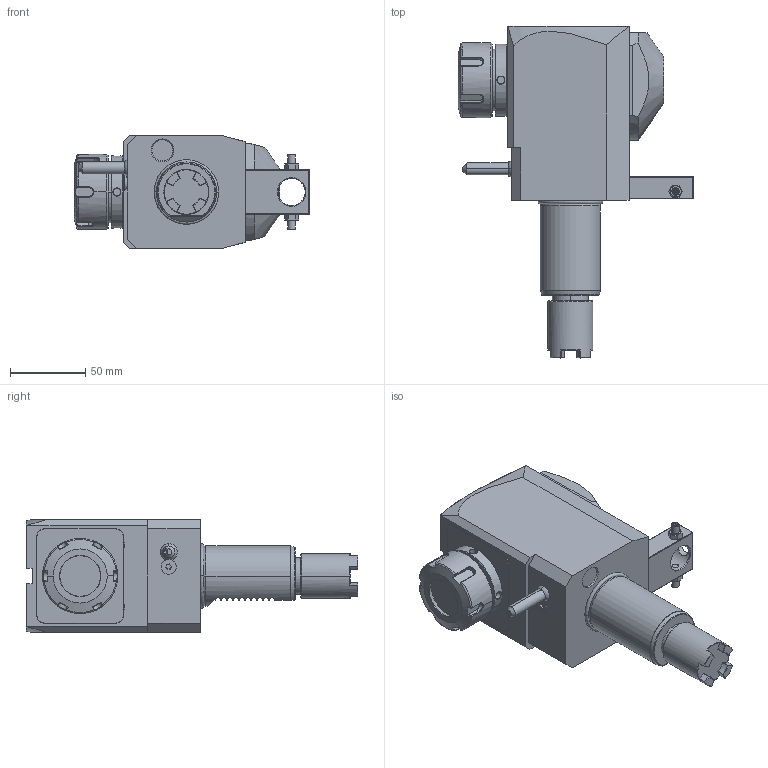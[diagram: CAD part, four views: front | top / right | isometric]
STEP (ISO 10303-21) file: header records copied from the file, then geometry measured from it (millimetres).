
FILE_DESCRIPTION((''),'2;1');
FILE_NAME('NGT1_40_251_32_2_2_80A','2017-03-10T',('vali'),('NOVA GRUP'),'PRO/ENGINEER BY PARAMETRIC TECHNOLOGY CORPORATION, 2010280','PRO/ENGINEER BY PARAMETRIC TECHNOLOGY CORPORATION, 2010280','');
FILE_SCHEMA(('CONFIG_CONTROL_DESIGN'));
Length unit declared in the file: millimetre
Products named in the file (1): NGT1_40_251_32_2_2_80A
Bounding box: 156.6 x 220.85 x 75 mm (x, y, z)
Volume: 922248.5 mm3; surface area: 76362.7 mm2
Topology: 1 solids, 1 shells, 449 faces, 1145 edges, 712 vertices
Faces by surface type: plane 222, cylinder 94, cone 75, bspline 42, torus 12, extrusion 2, sphere 2
Entity records: 19008 total; most frequent: CARTESIAN_POINT 8846, ORIENTED_EDGE 2266, DIRECTION 1815, EDGE_CURVE 1133, VERTEX_POINT 712, AXIS2_PLACEMENT_3D 616, VECTOR 583, LINE 581
